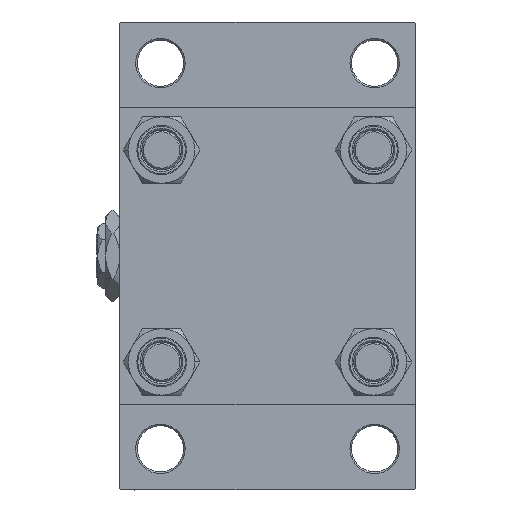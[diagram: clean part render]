
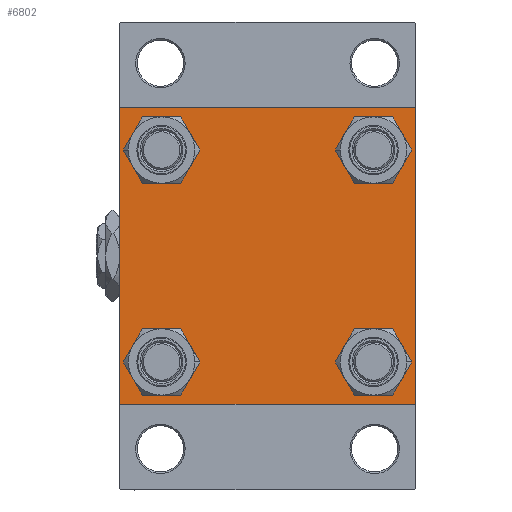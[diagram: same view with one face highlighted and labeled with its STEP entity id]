
A CAD part, left-side view. The second image highlights one B-rep face of the part: STEP entity #6802.
In plain terms, the highlighted planar face has unit normal (-1, 0, 0).
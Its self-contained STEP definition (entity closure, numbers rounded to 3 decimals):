
#949 = CARTESIAN_POINT ( 'NONE',  ( 0., 32.15, -32.15 ) ) ;
#2141 = CIRCLE ( 'NONE', #13222, 6.5 ) ;
#2240 = VERTEX_POINT ( 'NONE', #44452 ) ;
#2244 = CIRCLE ( 'NONE', #29952, 6.5 ) ;
#2297 = DIRECTION ( 'NONE',  ( 0., 0., 1. ) ) ;
#2781 = EDGE_CURVE ( 'NONE', #42459, #42295, #18549, .T. ) ;
#3284 = ORIENTED_EDGE ( 'NONE', *, *, #14814, .T. ) ;
#3495 = CARTESIAN_POINT ( 'NONE',  ( 0., -45., -44.5 ) ) ;
#3570 = VERTEX_POINT ( 'NONE', #43946 ) ;
#3662 = AXIS2_PLACEMENT_3D ( 'NONE', #11240, #30062, #22398 ) ;
#4560 = CIRCLE ( 'NONE', #21967, 6.5 ) ;
#6802 = ADVANCED_FACE ( 'NONE', ( #44847, #33721, #22105, #26043, #17897 ), #37426, .T. ) ;
#6992 = DIRECTION ( 'NONE',  ( 1., 0., 0. ) ) ;
#7405 = VERTEX_POINT ( 'NONE', #25439 ) ;
#7686 = ORIENTED_EDGE ( 'NONE', *, *, #45097, .F. ) ;
#8263 = ORIENTED_EDGE ( 'NONE', *, *, #43516, .T. ) ;
#8284 = DIRECTION ( 'NONE',  ( 1., 0., 0. ) ) ;
#9405 = CARTESIAN_POINT ( 'NONE',  ( 0., 45., 45. ) ) ;
#9596 = DIRECTION ( 'NONE',  ( 0., -0.707, -0.707 ) ) ;
#10026 = EDGE_CURVE ( 'NONE', #18816, #2240, #27001, .T. ) ;
#11114 = EDGE_LOOP ( 'NONE', ( #47687, #47585 ) ) ;
#11240 = CARTESIAN_POINT ( 'NONE',  ( 0., -32.15, -32.15 ) ) ;
#11436 = DIRECTION ( 'NONE',  ( 0., 0., 1. ) ) ;
#11466 = AXIS2_PLACEMENT_3D ( 'NONE', #48802, #26545, #11436 ) ;
#11860 = DIRECTION ( 'NONE',  ( 0., 0., 1. ) ) ;
#11882 = EDGE_CURVE ( 'NONE', #42295, #42459, #21081, .T. ) ;
#11889 = DIRECTION ( 'NONE',  ( 0., 0.707, -0.707 ) ) ;
#11991 = CARTESIAN_POINT ( 'NONE',  ( 0., 32.15, 32.15 ) ) ;
#12129 = CARTESIAN_POINT ( 'NONE',  ( 0., 44.75, 44.75 ) ) ;
#12199 = VERTEX_POINT ( 'NONE', #3495 ) ;
#12622 = ORIENTED_EDGE ( 'NONE', *, *, #40959, .T. ) ;
#12829 = LINE ( 'NONE', #43032, #16454 ) ;
#13213 = VERTEX_POINT ( 'NONE', #43919 ) ;
#13222 = AXIS2_PLACEMENT_3D ( 'NONE', #24101, #34742, #15934 ) ;
#14781 = ORIENTED_EDGE ( 'NONE', *, *, #2781, .T. ) ;
#14814 = EDGE_CURVE ( 'NONE', #27513, #23062, #12829, .T. ) ;
#15670 = LINE ( 'NONE', #23357, #17609 ) ;
#15934 = DIRECTION ( 'NONE',  ( 0., 0., 1. ) ) ;
#16351 = VERTEX_POINT ( 'NONE', #38535 ) ;
#16454 = VECTOR ( 'NONE', #9596, 1000. ) ;
#16908 = CARTESIAN_POINT ( 'NONE',  ( 0., -32.15, -38.65 ) ) ;
#17609 = VECTOR ( 'NONE', #30764, 1000. ) ;
#17658 = EDGE_CURVE ( 'NONE', #37238, #3570, #32212, .T. ) ;
#17897 = FACE_OUTER_BOUND ( 'NONE', #40578, .T. ) ;
#18549 = CIRCLE ( 'NONE', #20027, 6.5 ) ;
#18816 = VERTEX_POINT ( 'NONE', #26588 ) ;
#18927 = EDGE_CURVE ( 'NONE', #26612, #7405, #2141, .T. ) ;
#19519 = AXIS2_PLACEMENT_3D ( 'NONE', #949, #27210, #11860 ) ;
#20027 = AXIS2_PLACEMENT_3D ( 'NONE', #39693, #20898, #47103 ) ;
#20240 = EDGE_CURVE ( 'NONE', #34006, #13213, #39250, .T. ) ;
#20678 = VERTEX_POINT ( 'NONE', #28590 ) ;
#20703 = VECTOR ( 'NONE', #32610, 1000. ) ;
#20898 = DIRECTION ( 'NONE',  ( 1., 0., 0. ) ) ;
#21037 = CARTESIAN_POINT ( 'NONE',  ( 0., 45., -45. ) ) ;
#21081 = CIRCLE ( 'NONE', #3662, 6.5 ) ;
#21251 = LINE ( 'NONE', #47450, #20703 ) ;
#21301 = DIRECTION ( 'NONE',  ( 0., -1., 0. ) ) ;
#21722 = EDGE_LOOP ( 'NONE', ( #23484, #14781 ) ) ;
#21967 = AXIS2_PLACEMENT_3D ( 'NONE', #46753, #25227, #47234 ) ;
#22105 = FACE_BOUND ( 'NONE', #22435, .T. ) ;
#22398 = DIRECTION ( 'NONE',  ( 0., 0., 1. ) ) ;
#22435 = EDGE_LOOP ( 'NONE', ( #38699, #48208 ) ) ;
#22977 = EDGE_CURVE ( 'NONE', #13213, #34006, #24311, .T. ) ;
#23062 = VERTEX_POINT ( 'NONE', #28006 ) ;
#23357 = CARTESIAN_POINT ( 'NONE',  ( 0., -44.75, -44.75 ) ) ;
#23404 = EDGE_CURVE ( 'NONE', #7405, #26612, #4560, .T. ) ;
#23484 = ORIENTED_EDGE ( 'NONE', *, *, #11882, .T. ) ;
#24101 = CARTESIAN_POINT ( 'NONE',  ( 0., -32.15, 32.15 ) ) ;
#24311 = CIRCLE ( 'NONE', #36933, 6.5 ) ;
#24687 = DIRECTION ( 'NONE',  ( 0., 0.707, 0.707 ) ) ;
#25125 = CARTESIAN_POINT ( 'NONE',  ( 0., -32.15, -25.65 ) ) ;
#25227 = DIRECTION ( 'NONE',  ( 1., 0., 0. ) ) ;
#25439 = CARTESIAN_POINT ( 'NONE',  ( 0., -32.15, 25.65 ) ) ;
#25724 = VERTEX_POINT ( 'NONE', #28861 ) ;
#26023 = EDGE_CURVE ( 'NONE', #3570, #37238, #2244, .T. ) ;
#26043 = FACE_BOUND ( 'NONE', #11114, .T. ) ;
#26545 = DIRECTION ( 'NONE',  ( -1., 0., 0. ) ) ;
#26588 = CARTESIAN_POINT ( 'NONE',  ( 0., 44.5, 45. ) ) ;
#26612 = VERTEX_POINT ( 'NONE', #28383 ) ;
#27001 = LINE ( 'NONE', #12129, #45563 ) ;
#27210 = DIRECTION ( 'NONE',  ( 1., 0., 0. ) ) ;
#27513 = VERTEX_POINT ( 'NONE', #38235 ) ;
#28006 = CARTESIAN_POINT ( 'NONE',  ( 0., 44.5, -45. ) ) ;
#28383 = CARTESIAN_POINT ( 'NONE',  ( 0., -32.15, 38.65 ) ) ;
#28544 = CARTESIAN_POINT ( 'NONE',  ( 0., -45., 45. ) ) ;
#28590 = CARTESIAN_POINT ( 'NONE',  ( 0., -44.5, 45. ) ) ;
#28810 = EDGE_LOOP ( 'NONE', ( #39669, #46492 ) ) ;
#28861 = CARTESIAN_POINT ( 'NONE',  ( 0., -45., 44.5 ) ) ;
#29776 = CARTESIAN_POINT ( 'NONE',  ( 0., 32.15, -32.15 ) ) ;
#29952 = AXIS2_PLACEMENT_3D ( 'NONE', #43410, #42936, #2297 ) ;
#30062 = DIRECTION ( 'NONE',  ( 1., 0., 0. ) ) ;
#30764 = DIRECTION ( 'NONE',  ( 0., -0.707, 0.707 ) ) ;
#31246 = VECTOR ( 'NONE', #43639, 1000. ) ;
#32212 = CIRCLE ( 'NONE', #36184, 6.5 ) ;
#32610 = DIRECTION ( 'NONE',  ( 0., 0., -1. ) ) ;
#33153 = CARTESIAN_POINT ( 'NONE',  ( 0., 32.15, 25.65 ) ) ;
#33721 = FACE_BOUND ( 'NONE', #21722, .T. ) ;
#34006 = VERTEX_POINT ( 'NONE', #34100 ) ;
#34038 = ORIENTED_EDGE ( 'NONE', *, *, #37153, .F. ) ;
#34100 = CARTESIAN_POINT ( 'NONE',  ( 0., 32.15, -25.65 ) ) ;
#34529 = ORIENTED_EDGE ( 'NONE', *, *, #38049, .T. ) ;
#34685 = ORIENTED_EDGE ( 'NONE', *, *, #10026, .T. ) ;
#34742 = DIRECTION ( 'NONE',  ( 1., 0., 0. ) ) ;
#36119 = DIRECTION ( 'NONE',  ( 0., -1., 0. ) ) ;
#36184 = AXIS2_PLACEMENT_3D ( 'NONE', #11991, #8284, #38485 ) ;
#36307 = CARTESIAN_POINT ( 'NONE',  ( 0., -44.75, 44.75 ) ) ;
#36548 = LINE ( 'NONE', #36307, #43728 ) ;
#36933 = AXIS2_PLACEMENT_3D ( 'NONE', #29776, #6992, #41166 ) ;
#37153 = EDGE_CURVE ( 'NONE', #18816, #20678, #39860, .T. ) ;
#37238 = VERTEX_POINT ( 'NONE', #33153 ) ;
#37426 = PLANE ( 'NONE',  #11466 ) ;
#37530 = VECTOR ( 'NONE', #36119, 1000. ) ;
#38049 = EDGE_CURVE ( 'NONE', #16351, #12199, #15670, .T. ) ;
#38235 = CARTESIAN_POINT ( 'NONE',  ( 0., 45., -44.5 ) ) ;
#38485 = DIRECTION ( 'NONE',  ( 0., 0., 1. ) ) ;
#38535 = CARTESIAN_POINT ( 'NONE',  ( 0., -44.5, -45. ) ) ;
#38699 = ORIENTED_EDGE ( 'NONE', *, *, #20240, .T. ) ;
#39250 = CIRCLE ( 'NONE', #19519, 6.5 ) ;
#39669 = ORIENTED_EDGE ( 'NONE', *, *, #18927, .T. ) ;
#39693 = CARTESIAN_POINT ( 'NONE',  ( 0., -32.15, -32.15 ) ) ;
#39860 = LINE ( 'NONE', #9405, #48359 ) ;
#40578 = EDGE_LOOP ( 'NONE', ( #42102, #3284, #8263, #34529, #7686, #12622, #34038, #34685 ) ) ;
#40959 = EDGE_CURVE ( 'NONE', #25724, #20678, #36548, .T. ) ;
#41166 = DIRECTION ( 'NONE',  ( 0., 0., 1. ) ) ;
#42102 = ORIENTED_EDGE ( 'NONE', *, *, #46696, .T. ) ;
#42295 = VERTEX_POINT ( 'NONE', #25125 ) ;
#42459 = VERTEX_POINT ( 'NONE', #16908 ) ;
#42936 = DIRECTION ( 'NONE',  ( 1., 0., 0. ) ) ;
#43032 = CARTESIAN_POINT ( 'NONE',  ( 0., 44.75, -44.75 ) ) ;
#43410 = CARTESIAN_POINT ( 'NONE',  ( 0., 32.15, 32.15 ) ) ;
#43516 = EDGE_CURVE ( 'NONE', #23062, #16351, #44271, .T. ) ;
#43639 = DIRECTION ( 'NONE',  ( 0., 0., -1. ) ) ;
#43728 = VECTOR ( 'NONE', #24687, 1000. ) ;
#43919 = CARTESIAN_POINT ( 'NONE',  ( 0., 32.15, -38.65 ) ) ;
#43946 = CARTESIAN_POINT ( 'NONE',  ( 0., 32.15, 38.65 ) ) ;
#44271 = LINE ( 'NONE', #21037, #37530 ) ;
#44452 = CARTESIAN_POINT ( 'NONE',  ( 0., 45., 44.5 ) ) ;
#44847 = FACE_BOUND ( 'NONE', #28810, .T. ) ;
#45097 = EDGE_CURVE ( 'NONE', #25724, #12199, #47349, .T. ) ;
#45563 = VECTOR ( 'NONE', #11889, 1000. ) ;
#46492 = ORIENTED_EDGE ( 'NONE', *, *, #23404, .T. ) ;
#46696 = EDGE_CURVE ( 'NONE', #2240, #27513, #21251, .T. ) ;
#46753 = CARTESIAN_POINT ( 'NONE',  ( 0., -32.15, 32.15 ) ) ;
#47103 = DIRECTION ( 'NONE',  ( 0., 0., 1. ) ) ;
#47234 = DIRECTION ( 'NONE',  ( 0., 0., 1. ) ) ;
#47349 = LINE ( 'NONE', #28544, #31246 ) ;
#47450 = CARTESIAN_POINT ( 'NONE',  ( 0., 45., 45. ) ) ;
#47585 = ORIENTED_EDGE ( 'NONE', *, *, #17658, .T. ) ;
#47687 = ORIENTED_EDGE ( 'NONE', *, *, #26023, .T. ) ;
#48208 = ORIENTED_EDGE ( 'NONE', *, *, #22977, .T. ) ;
#48359 = VECTOR ( 'NONE', #21301, 1000. ) ;
#48802 = CARTESIAN_POINT ( 'NONE',  ( 0., 0., 0. ) ) ;
